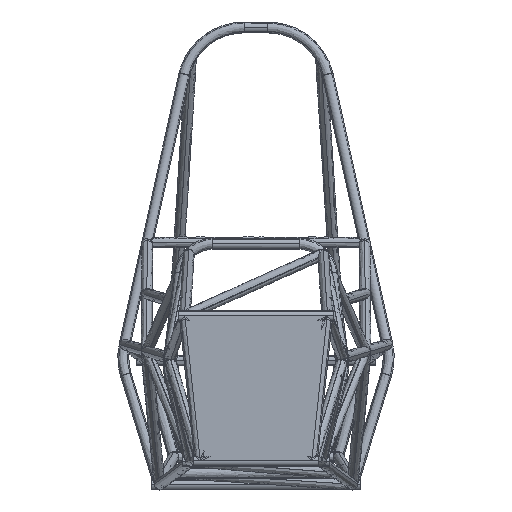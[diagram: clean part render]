
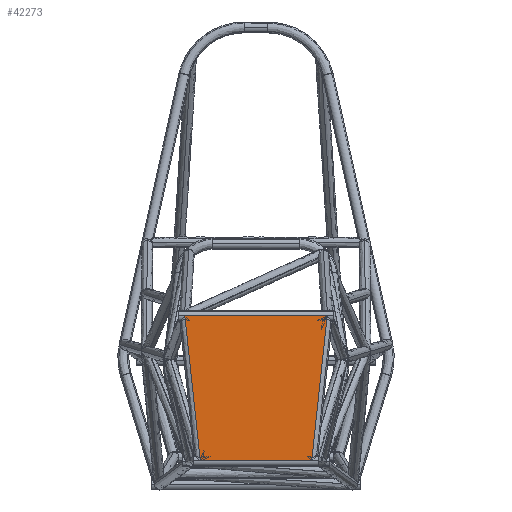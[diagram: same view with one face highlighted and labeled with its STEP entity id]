
A CAD part, top view. The second image highlights one B-rep face of the part: STEP entity #42273.
In plain terms, the highlighted free-form (B-spline) face has degree [1, 1] with [2, 2] control points.
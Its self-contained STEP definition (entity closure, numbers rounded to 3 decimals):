
#42175 = VERTEX_POINT('',#42176);
#42176 = CARTESIAN_POINT('',(-139.701,0.,16.273));
#42181 = EDGE_CURVE('',#42182,#42175,#42184,.T.);
#42182 = VERTEX_POINT('',#42183);
#42183 = CARTESIAN_POINT('',(-178.592,363.836,
    16.273));
#42184 = B_SPLINE_CURVE_WITH_KNOTS('',1,(#42185,#42186),.UNSPECIFIED.,
  .F.,.F.,(2,2),(-357.525,0.),.PIECEWISE_BEZIER_KNOTS.);
#42185 = CARTESIAN_POINT('',(-178.592,363.836,
    16.273));
#42186 = CARTESIAN_POINT('',(-139.701,0.,16.273));
#42209 = VERTEX_POINT('',#42210);
#42210 = CARTESIAN_POINT('',(139.701,0.,16.273));
#42215 = EDGE_CURVE('',#42175,#42209,#42216,.T.);
#42216 = B_SPLINE_CURVE_WITH_KNOTS('',1,(#42217,#42218),.UNSPECIFIED.,
  .F.,.F.,(2,2),(-273.,0.),.PIECEWISE_BEZIER_KNOTS.);
#42217 = CARTESIAN_POINT('',(-139.701,0.,16.273));
#42218 = CARTESIAN_POINT('',(139.701,0.,16.273));
#42237 = VERTEX_POINT('',#42238);
#42238 = CARTESIAN_POINT('',(178.592,363.836,
    16.273));
#42243 = EDGE_CURVE('',#42209,#42237,#42244,.T.);
#42244 = B_SPLINE_CURVE_WITH_KNOTS('',1,(#42245,#42246),.UNSPECIFIED.,
  .F.,.F.,(2,2),(-357.525,0.),.PIECEWISE_BEZIER_KNOTS.);
#42245 = CARTESIAN_POINT('',(139.701,0.,16.273));
#42246 = CARTESIAN_POINT('',(178.592,363.836,
    16.273));
#42263 = EDGE_CURVE('',#42237,#42182,#42264,.T.);
#42264 = B_SPLINE_CURVE_WITH_KNOTS('',1,(#42265,#42266),.UNSPECIFIED.,
  .F.,.F.,(2,2),(-349.,-0.),.PIECEWISE_BEZIER_KNOTS.);
#42265 = CARTESIAN_POINT('',(178.592,363.836,
    16.273));
#42266 = CARTESIAN_POINT('',(-178.592,363.836,
    16.273));
#42273 = ADVANCED_FACE('',(#42274),#42280,.F.);
#42274 = FACE_BOUND('',#42275,.T.);
#42275 = EDGE_LOOP('',(#42276,#42277,#42278,#42279));
#42276 = ORIENTED_EDGE('',*,*,#42181,.T.);
#42277 = ORIENTED_EDGE('',*,*,#42215,.T.);
#42278 = ORIENTED_EDGE('',*,*,#42243,.T.);
#42279 = ORIENTED_EDGE('',*,*,#42263,.T.);
#42280 = B_SPLINE_SURFACE_WITH_KNOTS('',1,1,(
    (#42281,#42282)
    ,(#42283,#42284
    )),.UNSPECIFIED.,.F.,.F.,.F.,(2,2),(2,2),(-174.5,174.5),(0.,355.5),
  .PIECEWISE_BEZIER_KNOTS.);
#42281 = CARTESIAN_POINT('',(178.592,0.,16.273));
#42282 = CARTESIAN_POINT('',(178.592,363.836,
    16.273));
#42283 = CARTESIAN_POINT('',(-178.592,0.,16.273));
#42284 = CARTESIAN_POINT('',(-178.592,363.836,
    16.273));
